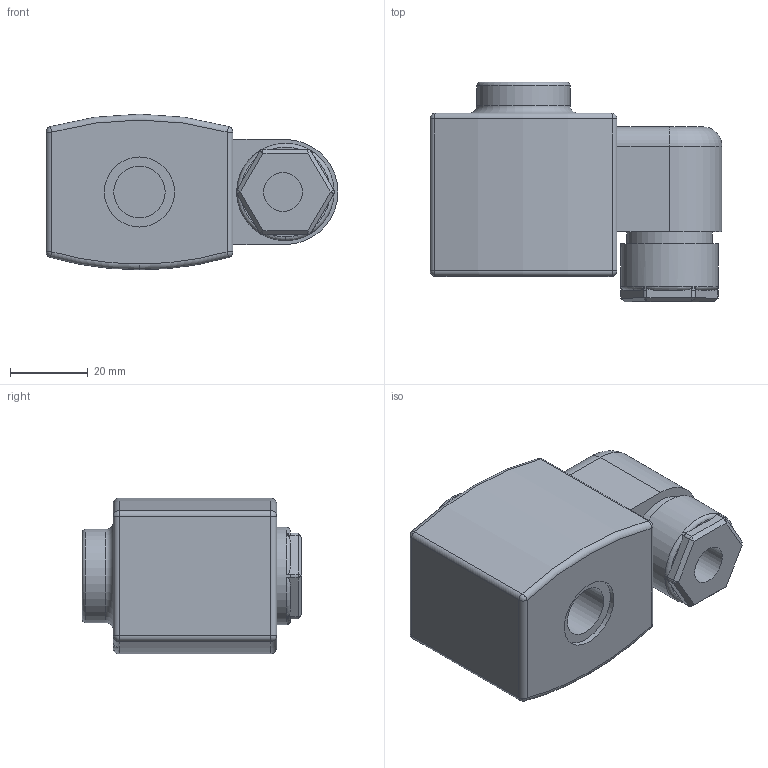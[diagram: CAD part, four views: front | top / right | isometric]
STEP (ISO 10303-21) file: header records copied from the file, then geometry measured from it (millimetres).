
FILE_DESCRIPTION(('TFLEX Exchange Step'),'2;1');
FILE_NAME('018F6707R.stp', '2023-09-28T08:57:15+03:00',('RUCO3026'),('Unknown organisation'),'TFLEX Exchange 2022.1','T-FLEX CAD','Unknown authorisation');
FILE_SCHEMA( ('AUTOMOTIVE_DESIGN { 1 0 10303 214 1 1 1 1 }') );
Length unit declared in the file: millimetre
Products named in the file (1): Nodes
Bounding box: 75 x 56.5 x 40 mm (x, y, z)
Volume: 97671.4 mm3; surface area: 16788.6 mm2
Topology: 1 solids, 1 shells, 94 faces, 234 edges, 135 vertices
Faces by surface type: plane 38, cylinder 26, torus 16, sphere 8, cone 6
Full cylindrical faces by diameter (mm): 10 x1, 13.2 x1, 18 x1, 22 x1, 24 x1, 25 x1
Entity records: 2907 total; most frequent: CARTESIAN_POINT 702, DIRECTION 485, ORIENTED_EDGE 440, EDGE_CURVE 220, AXIS2_PLACEMENT_3D 198, VERTEX_POINT 135, CIRCLE 103, EDGE_LOOP 101
